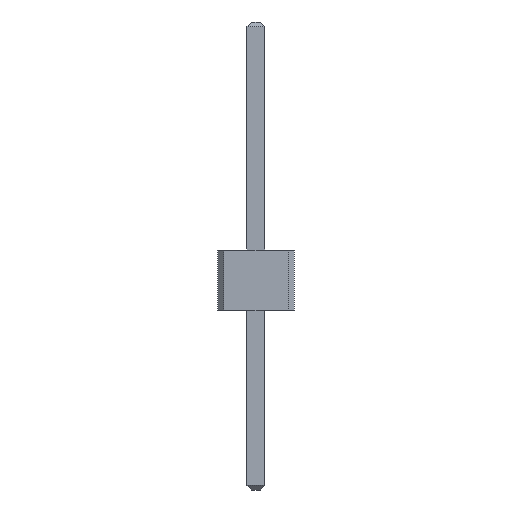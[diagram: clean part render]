
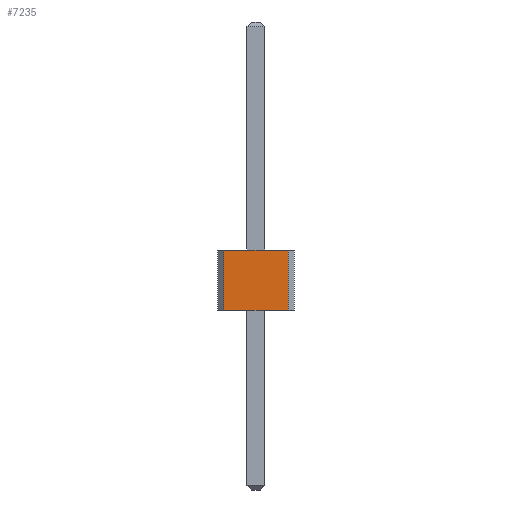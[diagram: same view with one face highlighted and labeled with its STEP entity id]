
A CAD part, front view. The second image highlights one B-rep face of the part: STEP entity #7235.
In plain terms, the highlighted planar face has unit normal (0, -1, 0).
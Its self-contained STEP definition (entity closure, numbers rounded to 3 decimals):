
#719 = VERTEX_POINT('',#720);
#720 = CARTESIAN_POINT('',(0.535,-26.5,0.));
#726 = EDGE_CURVE('',#727,#719,#729,.T.);
#727 = VERTEX_POINT('',#728);
#728 = CARTESIAN_POINT('',(-0.535,-26.5,0.));
#729 = LINE('',#730,#731);
#730 = CARTESIAN_POINT('',(-0.635,-26.5,0.));
#731 = VECTOR('',#732,1.);
#732 = DIRECTION('',(1.,0.,0.));
#2973 = VERTEX_POINT('',#2974);
#2974 = CARTESIAN_POINT('',(-0.535,-26.5,1.));
#2980 = EDGE_CURVE('',#2973,#2981,#2983,.T.);
#2981 = VERTEX_POINT('',#2982);
#2982 = CARTESIAN_POINT('',(0.535,-26.5,1.));
#2983 = LINE('',#2984,#2985);
#2984 = CARTESIAN_POINT('',(-0.635,-26.5,1.));
#2985 = VECTOR('',#2986,1.);
#2986 = DIRECTION('',(1.,0.,0.));
#7225 = EDGE_CURVE('',#727,#2973,#7226,.T.);
#7226 = LINE('',#7227,#7228);
#7227 = CARTESIAN_POINT('',(-0.535,-26.5,0.));
#7228 = VECTOR('',#7229,1.);
#7229 = DIRECTION('',(0.,0.,1.));
#7235 = ADVANCED_FACE('',(#7236),#7247,.F.);
#7236 = FACE_BOUND('',#7237,.F.);
#7237 = EDGE_LOOP('',(#7238,#7239,#7240,#7241));
#7238 = ORIENTED_EDGE('',*,*,#726,.F.);
#7239 = ORIENTED_EDGE('',*,*,#7225,.T.);
#7240 = ORIENTED_EDGE('',*,*,#2980,.T.);
#7241 = ORIENTED_EDGE('',*,*,#7242,.F.);
#7242 = EDGE_CURVE('',#719,#2981,#7243,.T.);
#7243 = LINE('',#7244,#7245);
#7244 = CARTESIAN_POINT('',(0.535,-26.5,0.));
#7245 = VECTOR('',#7246,1.);
#7246 = DIRECTION('',(0.,0.,1.));
#7247 = PLANE('',#7248);
#7248 = AXIS2_PLACEMENT_3D('',#7249,#7250,#7251);
#7249 = CARTESIAN_POINT('',(-0.635,-26.5,0.));
#7250 = DIRECTION('',(0.,1.,0.));
#7251 = DIRECTION('',(1.,0.,0.));
